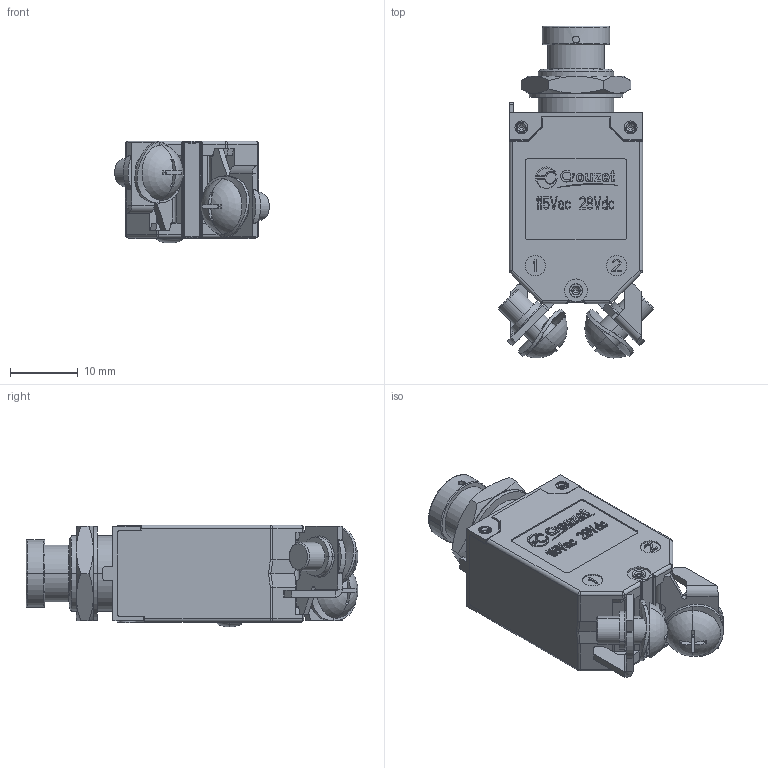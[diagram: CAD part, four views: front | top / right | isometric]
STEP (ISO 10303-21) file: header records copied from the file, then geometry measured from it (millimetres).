
FILE_DESCRIPTION((''),'2;1');
FILE_NAME('84400051','2017-10-16T',('VALFVE1'),('CROUZET-AUTOMATISMES'),'PRO/ENGINEER BY PARAMETRIC TECHNOLOGY CORPORATION, 2012090','PRO/ENGINEER BY PARAMETRIC TECHNOLOGY CORPORATION, 2012090','');
FILE_SCHEMA(('CONFIG_CONTROL_DESIGN'));
Length unit declared in the file: millimetre
Products named in the file (1): 84400051
Bounding box: 22.83 x 48.97 x 15.03 mm (x, y, z)
Volume: 5234.8 mm3; surface area: 8060.2 mm2
Topology: 1 solids, 1 shells, 1548 faces, 4155 edges, 2638 vertices
Faces by surface type: plane 1026, cylinder 307, cone 70, torus 48, extrusion 42, bspline 38, sphere 15, revolution 2
Entity records: 52553 total; most frequent: CARTESIAN_POINT 14191, ORIENTED_EDGE 8290, DIRECTION 7468, EDGE_CURVE 4145, VECTOR 3058, LINE 3016, VERTEX_POINT 2638, AXIS2_PLACEMENT_3D 2204
